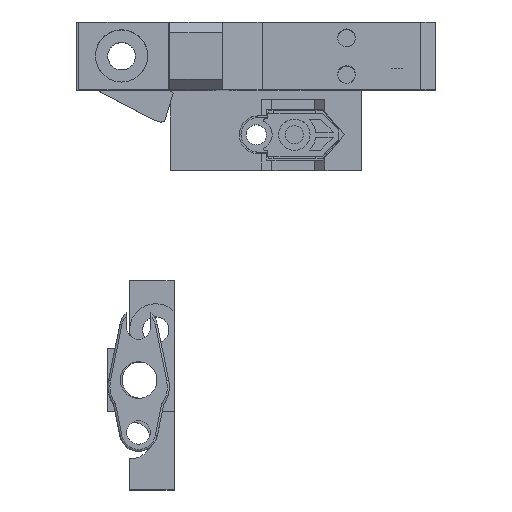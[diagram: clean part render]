
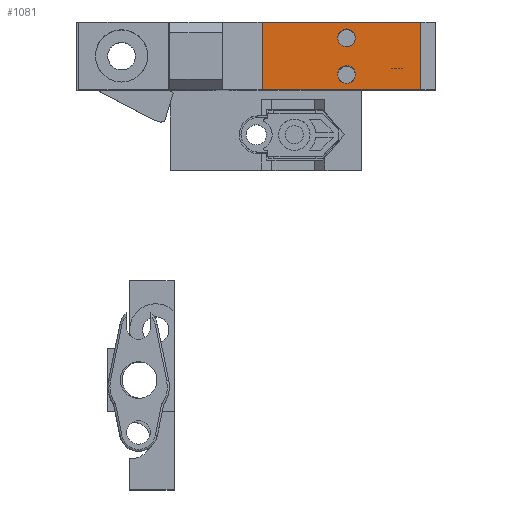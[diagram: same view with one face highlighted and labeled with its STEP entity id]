
A CAD part, top view. The second image highlights one B-rep face of the part: STEP entity #1081.
In plain terms, the highlighted planar face has unit normal (0, 0, 1).
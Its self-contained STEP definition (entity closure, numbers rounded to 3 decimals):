
#426 = VERTEX_POINT('',#427);
#427 = CARTESIAN_POINT('',(-7.76,0.,39.9));
#433 = EDGE_CURVE('',#426,#434,#436,.T.);
#434 = VERTEX_POINT('',#435);
#435 = CARTESIAN_POINT('',(22.6,0.,39.9));
#436 = LINE('',#437,#438);
#437 = CARTESIAN_POINT('',(-7.76,0.,39.9));
#438 = VECTOR('',#439,1.);
#439 = DIRECTION('',(1.,0.,0.));
#679 = VERTEX_POINT('',#680);
#680 = CARTESIAN_POINT('',(-7.76,12.9,39.9));
#686 = EDGE_CURVE('',#679,#687,#689,.T.);
#687 = VERTEX_POINT('',#688);
#688 = CARTESIAN_POINT('',(22.6,12.9,39.9));
#689 = LINE('',#690,#691);
#690 = CARTESIAN_POINT('',(-7.76,12.9,39.9));
#691 = VECTOR('',#692,1.);
#692 = DIRECTION('',(1.,0.,0.));
#1070 = EDGE_CURVE('',#426,#679,#1071,.T.);
#1071 = LINE('',#1072,#1073);
#1072 = CARTESIAN_POINT('',(-7.76,0.,39.9));
#1073 = VECTOR('',#1074,1.);
#1074 = DIRECTION('',(0.,1.,0.));
#1081 = ADVANCED_FACE('',(#1082,#1093,#1104),#1115,.F.);
#1082 = FACE_BOUND('',#1083,.F.);
#1083 = EDGE_LOOP('',(#1084,#1085,#1086,#1092));
#1084 = ORIENTED_EDGE('',*,*,#1070,.T.);
#1085 = ORIENTED_EDGE('',*,*,#686,.T.);
#1086 = ORIENTED_EDGE('',*,*,#1087,.F.);
#1087 = EDGE_CURVE('',#434,#687,#1088,.T.);
#1088 = LINE('',#1089,#1090);
#1089 = CARTESIAN_POINT('',(22.6,0.,39.9));
#1090 = VECTOR('',#1091,1.);
#1091 = DIRECTION('',(0.,1.,0.));
#1092 = ORIENTED_EDGE('',*,*,#433,.F.);
#1093 = FACE_BOUND('',#1094,.F.);
#1094 = EDGE_LOOP('',(#1095));
#1095 = ORIENTED_EDGE('',*,*,#1096,.F.);
#1096 = EDGE_CURVE('',#1097,#1097,#1099,.T.);
#1097 = VERTEX_POINT('',#1098);
#1098 = CARTESIAN_POINT('',(10.1,9.95,39.9));
#1099 = CIRCLE('',#1100,1.7);
#1100 = AXIS2_PLACEMENT_3D('',#1101,#1102,#1103);
#1101 = CARTESIAN_POINT('',(8.4,9.95,39.9));
#1102 = DIRECTION('',(0.,0.,-1.));
#1103 = DIRECTION('',(1.,0.,0.));
#1104 = FACE_BOUND('',#1105,.F.);
#1105 = EDGE_LOOP('',(#1106));
#1106 = ORIENTED_EDGE('',*,*,#1107,.F.);
#1107 = EDGE_CURVE('',#1108,#1108,#1110,.T.);
#1108 = VERTEX_POINT('',#1109);
#1109 = CARTESIAN_POINT('',(10.1,2.95,39.9));
#1110 = CIRCLE('',#1111,1.7);
#1111 = AXIS2_PLACEMENT_3D('',#1112,#1113,#1114);
#1112 = CARTESIAN_POINT('',(8.4,2.95,39.9));
#1113 = DIRECTION('',(0.,0.,-1.));
#1114 = DIRECTION('',(1.,0.,0.));
#1115 = PLANE('',#1116);
#1116 = AXIS2_PLACEMENT_3D('',#1117,#1118,#1119);
#1117 = CARTESIAN_POINT('',(-7.76,0.,39.9));
#1118 = DIRECTION('',(0.,0.,-1.));
#1119 = DIRECTION('',(1.,0.,0.));
